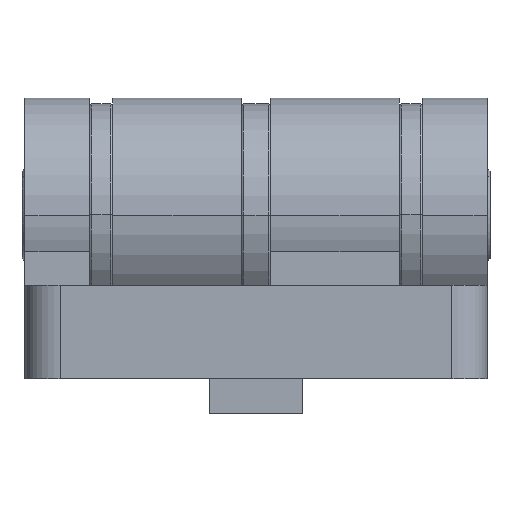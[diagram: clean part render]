
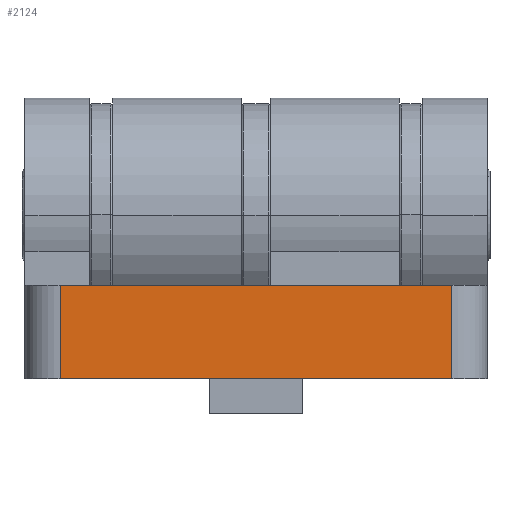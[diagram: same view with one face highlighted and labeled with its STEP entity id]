
A CAD part, left-side view. The second image highlights one B-rep face of the part: STEP entity #2124.
In plain terms, the highlighted face is planar.
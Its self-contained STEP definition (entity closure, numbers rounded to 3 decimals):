
#157 = VERTEX_POINT ( 'NONE', #1583 ) ;
#226 = VECTOR ( 'NONE', #577, 1000. ) ;
#347 = LINE ( 'NONE', #1425, #1079 ) ;
#491 = VECTOR ( 'NONE', #943, 1000. ) ;
#577 = DIRECTION ( 'NONE',  ( 0., 0., -1. ) ) ;
#583 = VECTOR ( 'NONE', #2187, 1000. ) ;
#687 = EDGE_CURVE ( 'NONE', #157, #2015, #2076, .T. ) ;
#803 = LINE ( 'NONE', #1267, #583 ) ;
#943 = DIRECTION ( 'NONE',  ( 0., 1., 0. ) ) ;
#1031 = VERTEX_POINT ( 'NONE', #2665 ) ;
#1079 = VECTOR ( 'NONE', #2310, 1000. ) ;
#1141 = ORIENTED_EDGE ( 'NONE', *, *, #1240, .T. ) ;
#1147 = CARTESIAN_POINT ( 'NONE',  ( 15., -16.75, -4. ) ) ;
#1223 = DIRECTION ( 'NONE',  ( 0., 0., 1. ) ) ;
#1240 = EDGE_CURVE ( 'NONE', #2116, #1031, #347, .T. ) ;
#1259 = EDGE_LOOP ( 'NONE', ( #1141, #2657, #1916, #1499 ) ) ;
#1267 = CARTESIAN_POINT ( 'NONE',  ( 15., 16.75, 4. ) ) ;
#1315 = PLANE ( 'NONE',  #2805 ) ;
#1385 = CARTESIAN_POINT ( 'NONE',  ( 15., 19.75, 4. ) ) ;
#1425 = CARTESIAN_POINT ( 'NONE',  ( 15., 19.75, -4. ) ) ;
#1453 = EDGE_CURVE ( 'NONE', #1031, #2015, #803, .T. ) ;
#1499 = ORIENTED_EDGE ( 'NONE', *, *, #2873, .T. ) ;
#1583 = CARTESIAN_POINT ( 'NONE',  ( 15., -16.75, 4. ) ) ;
#1595 = DIRECTION ( 'NONE',  ( -1., 0., 0. ) ) ;
#1622 = CARTESIAN_POINT ( 'NONE',  ( 15., 19.75, 4. ) ) ;
#1916 = ORIENTED_EDGE ( 'NONE', *, *, #687, .F. ) ;
#2015 = VERTEX_POINT ( 'NONE', #2456 ) ;
#2076 = LINE ( 'NONE', #1622, #491 ) ;
#2116 = VERTEX_POINT ( 'NONE', #1147 ) ;
#2118 = LINE ( 'NONE', #2842, #226 ) ;
#2124 = ADVANCED_FACE ( 'NONE', ( #2691 ), #1315, .F. ) ;
#2187 = DIRECTION ( 'NONE',  ( 0., 0., 1. ) ) ;
#2310 = DIRECTION ( 'NONE',  ( 0., 1., 0. ) ) ;
#2456 = CARTESIAN_POINT ( 'NONE',  ( 15., 16.75, 4. ) ) ;
#2657 = ORIENTED_EDGE ( 'NONE', *, *, #1453, .T. ) ;
#2665 = CARTESIAN_POINT ( 'NONE',  ( 15., 16.75, -4. ) ) ;
#2691 = FACE_OUTER_BOUND ( 'NONE', #1259, .T. ) ;
#2805 = AXIS2_PLACEMENT_3D ( 'NONE', #1385, #1595, #1223 ) ;
#2842 = CARTESIAN_POINT ( 'NONE',  ( 15., -16.75, 4. ) ) ;
#2873 = EDGE_CURVE ( 'NONE', #157, #2116, #2118, .T. ) ;
